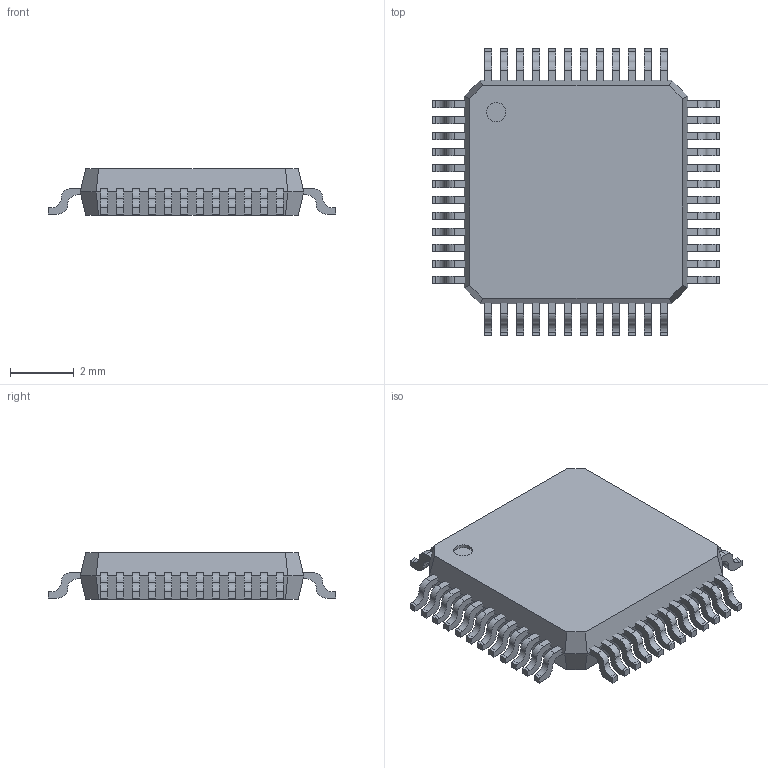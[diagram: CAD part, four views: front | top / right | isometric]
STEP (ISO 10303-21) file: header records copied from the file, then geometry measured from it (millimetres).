
FILE_DESCRIPTION (( 'STEP AP214' ), '1' );
FILE_NAME ('TQFP48.STEP', '2015-03-06T09:50:33', ( '' ), ( '' ), 'SwSTEP 2.0', 'SolidWorks 2014', '' );
FILE_SCHEMA (( 'AUTOMOTIVE_DESIGN' ));
Length unit declared in the file: millimetre
Products named in the file (3): LQFP48_Pins; LQFP48_body; TQFP48
Assembly tree (3 placements, depth 2):
  TQFP48
    LQFP48_body
    LQFP48_Pins  x2
Bounding box: 9 x 9 x 1.45 mm (x, y, z)
Volume: 79.1 mm3; surface area: 335.8 mm2
Topology: 3 solids, 3 shells, 497 faces, 1462 edges, 972 vertices
Faces by surface type: plane 303, cylinder 194
Entity records: 8678 total; most frequent: CARTESIAN_POINT 1519, ORIENTED_EDGE 1508, DIRECTION 1480, EDGE_CURVE 754, VECTOR 558, LINE 558, VERTEX_POINT 500, AXIS2_PLACEMENT_3D 461
